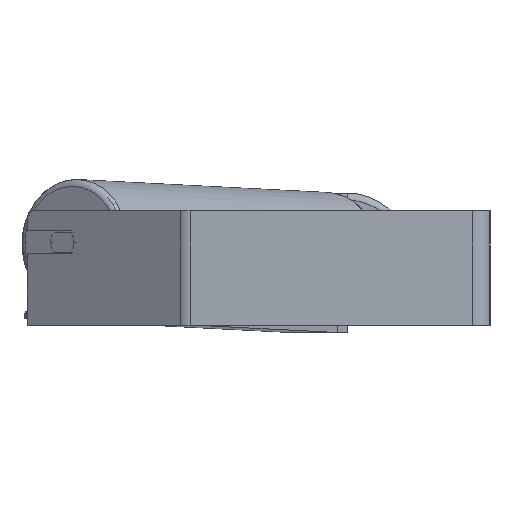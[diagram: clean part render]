
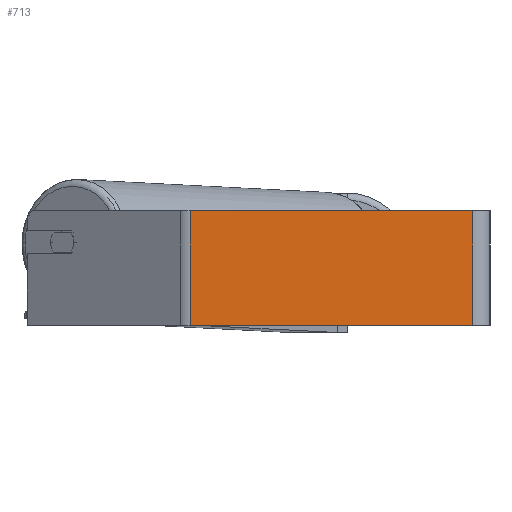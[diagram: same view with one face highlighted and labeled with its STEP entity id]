
A CAD part, left-side view. The second image highlights one B-rep face of the part: STEP entity #713.
In plain terms, the highlighted planar face has unit normal (-1, 0, 0).
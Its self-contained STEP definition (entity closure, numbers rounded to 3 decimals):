
#84 = EDGE_CURVE ( 'NONE', #4695, #6911, #5247, .T. ) ;
#713 = ADVANCED_FACE ( 'NONE', ( #3008 ), #7721, .F. ) ;
#781 = DIRECTION ( 'NONE',  ( 1., 0., 0. ) ) ;
#1714 = LINE ( 'NONE', #7250, #3059 ) ;
#2405 = ORIENTED_EDGE ( 'NONE', *, *, #2593, .F. ) ;
#2593 = EDGE_CURVE ( 'NONE', #6911, #3035, #1714, .T. ) ;
#2651 = CARTESIAN_POINT ( 'NONE',  ( -525., 12., 40. ) ) ;
#2761 = ORIENTED_EDGE ( 'NONE', *, *, #6685, .T. ) ;
#3008 = FACE_OUTER_BOUND ( 'NONE', #5410, .T. ) ;
#3035 = VERTEX_POINT ( 'NONE', #7327 ) ;
#3059 = VECTOR ( 'NONE', #7296, 1000. ) ;
#3517 = DIRECTION ( 'NONE',  ( 0., -1., 0. ) ) ;
#3562 = CARTESIAN_POINT ( 'NONE',  ( -525., 213.436, 40. ) ) ;
#3985 = VECTOR ( 'NONE', #3517, 1000. ) ;
#4387 = LINE ( 'NONE', #7060, #8198 ) ;
#4569 = ORIENTED_EDGE ( 'NONE', *, *, #5561, .T. ) ;
#4695 = VERTEX_POINT ( 'NONE', #6915 ) ;
#5247 = LINE ( 'NONE', #8562, #6829 ) ;
#5410 = EDGE_LOOP ( 'NONE', ( #2761, #2405, #8263, #4569 ) ) ;
#5561 = EDGE_CURVE ( 'NONE', #4695, #6676, #4387, .T. ) ;
#5631 = LINE ( 'NONE', #8441, #3985 ) ;
#6614 = DIRECTION ( 'NONE',  ( 0., -1., 0. ) ) ;
#6676 = VERTEX_POINT ( 'NONE', #8355 ) ;
#6685 = EDGE_CURVE ( 'NONE', #6676, #3035, #5631, .T. ) ;
#6829 = VECTOR ( 'NONE', #6614, 1000. ) ;
#6911 = VERTEX_POINT ( 'NONE', #2651 ) ;
#6915 = CARTESIAN_POINT ( 'NONE',  ( -525., 209.653, 40. ) ) ;
#7060 = CARTESIAN_POINT ( 'NONE',  ( -525., 209.653, 40. ) ) ;
#7227 = DIRECTION ( 'NONE',  ( 0., 0., -1. ) ) ;
#7250 = CARTESIAN_POINT ( 'NONE',  ( -525., 12., 40. ) ) ;
#7296 = DIRECTION ( 'NONE',  ( 0., 0., -1. ) ) ;
#7327 = CARTESIAN_POINT ( 'NONE',  ( -525., 12., -40. ) ) ;
#7721 = PLANE ( 'NONE',  #8278 ) ;
#8198 = VECTOR ( 'NONE', #7227, 1000. ) ;
#8263 = ORIENTED_EDGE ( 'NONE', *, *, #84, .F. ) ;
#8278 = AXIS2_PLACEMENT_3D ( 'NONE', #3562, #781, #8442 ) ;
#8355 = CARTESIAN_POINT ( 'NONE',  ( -525., 209.653, -40. ) ) ;
#8441 = CARTESIAN_POINT ( 'NONE',  ( -525., 213.436, -40. ) ) ;
#8442 = DIRECTION ( 'NONE',  ( 0., 0., -1. ) ) ;
#8562 = CARTESIAN_POINT ( 'NONE',  ( -525., 213.436, 40. ) ) ;
